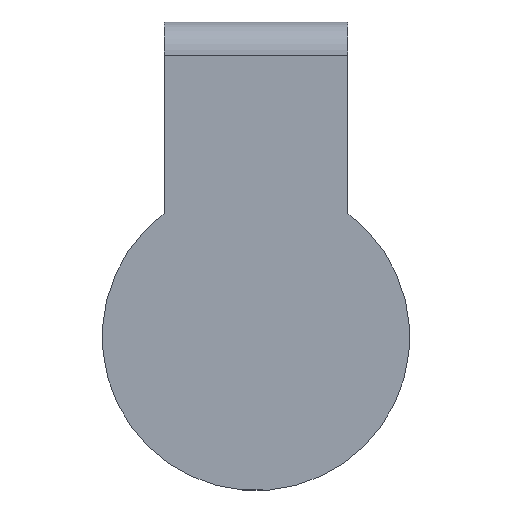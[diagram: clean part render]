
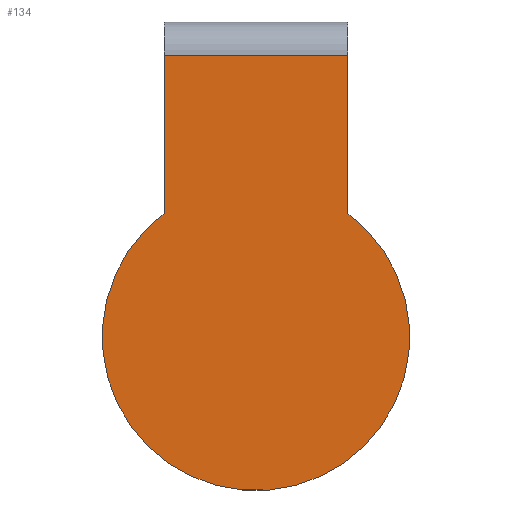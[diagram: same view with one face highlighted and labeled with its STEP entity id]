
A CAD part, front view. The second image highlights one B-rep face of the part: STEP entity #134.
In plain terms, the highlighted planar face has unit normal (0, -1, 0).
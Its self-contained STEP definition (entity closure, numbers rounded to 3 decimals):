
#15=PLANE('',#164);
#20=FACE_OUTER_BOUND('',#28,.T.);
#28=EDGE_LOOP('',(#97,#98,#99,#100));
#35=LINE('',#227,#45);
#37=LINE('',#233,#47);
#38=LINE('',#236,#48);
#45=VECTOR('',#183,10.);
#47=VECTOR('',#189,10.);
#48=VECTOR('',#192,10.);
#57=CIRCLE('',#165,46.);
#64=VERTEX_POINT('',#224);
#65=VERTEX_POINT('',#226);
#67=VERTEX_POINT('',#232);
#68=VERTEX_POINT('',#234);
#76=EDGE_CURVE('',#64,#65,#35,.T.);
#79=EDGE_CURVE('',#67,#64,#37,.T.);
#80=EDGE_CURVE('',#67,#68,#57,.T.);
#81=EDGE_CURVE('',#65,#68,#38,.T.);
#97=ORIENTED_EDGE('',*,*,#76,.F.);
#98=ORIENTED_EDGE('',*,*,#79,.F.);
#99=ORIENTED_EDGE('',*,*,#80,.T.);
#100=ORIENTED_EDGE('',*,*,#81,.F.);
#134=ADVANCED_FACE('',(#20),#15,.T.);
#164=AXIS2_PLACEMENT_3D('',#231,#187,#188);
#165=AXIS2_PLACEMENT_3D('',#235,#190,#191);
#183=DIRECTION('',(1.,0.,0.));
#187=DIRECTION('center_axis',(0.,-1.,0.));
#188=DIRECTION('ref_axis',(0.,0.,-1.));
#189=DIRECTION('',(0.,0.,1.));
#190=DIRECTION('center_axis',(0.,-1.,0.));
#191=DIRECTION('ref_axis',(-1.,0.,0.));
#192=DIRECTION('',(0.,0.,-1.));
#224=CARTESIAN_POINT('',(-27.5,-30.,-45.826));
#226=CARTESIAN_POINT('',(27.5,-30.,-45.826));
#227=CARTESIAN_POINT('',(0.,-30.,-45.826));
#231=CARTESIAN_POINT('Origin',(0.,-30.,-26.458));
#232=CARTESIAN_POINT('',(-27.5,-30.,-93.125));
#233=CARTESIAN_POINT('',(-27.5,-30.,0.));
#234=CARTESIAN_POINT('',(27.5,-30.,-93.125));
#235=CARTESIAN_POINT('Origin',(0.,-30.,-130.));
#236=CARTESIAN_POINT('',(27.5,-30.,0.));
